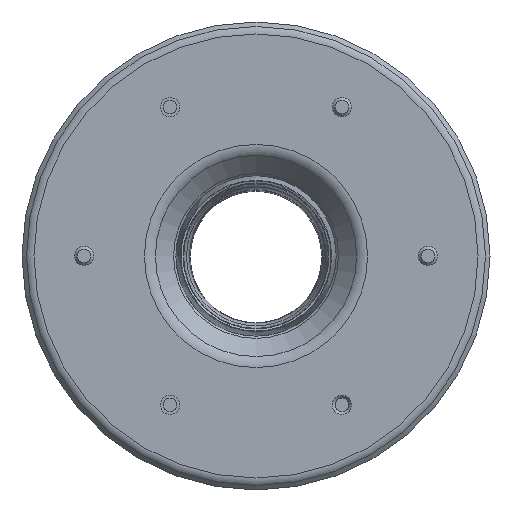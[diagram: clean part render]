
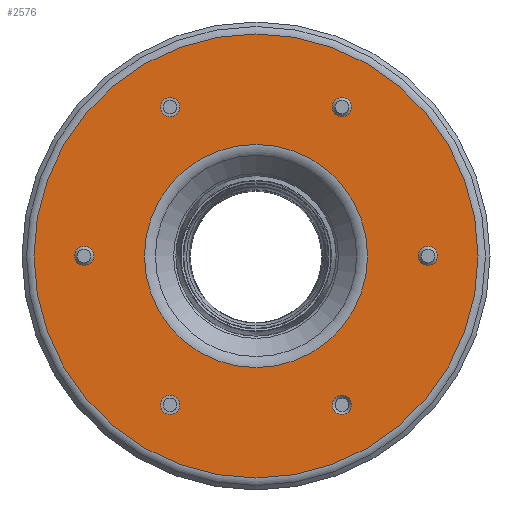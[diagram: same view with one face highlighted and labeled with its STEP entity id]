
A CAD part, top view. The second image highlights one B-rep face of the part: STEP entity #2576.
In plain terms, the highlighted planar face has unit normal (0, 0, 1).
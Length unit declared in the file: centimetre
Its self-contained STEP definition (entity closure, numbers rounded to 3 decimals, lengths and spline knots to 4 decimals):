
#45=FACE_BOUND('',#432,.T.);
#110=PLANE('',#2891);
#242=FACE_OUTER_BOUND('',#431,.T.);
#431=EDGE_LOOP('',(#2031));
#432=EDGE_LOOP('',(#2032));
#907=CIRCLE('',#2889,58.4079);
#909=CIRCLE('',#2892,116.236);
#1137=VERTEX_POINT('',#4483);
#1138=VERTEX_POINT('',#4487);
#1447=EDGE_CURVE('',#1137,#1137,#907,.T.);
#1449=EDGE_CURVE('',#1138,#1138,#909,.T.);
#2031=ORIENTED_EDGE('',*,*,#1449,.F.);
#2032=ORIENTED_EDGE('',*,*,#1447,.T.);
#2576=ADVANCED_FACE('',(#242,#45),#110,.T.);
#2889=AXIS2_PLACEMENT_3D('',#4484,#3635,#3636);
#2891=AXIS2_PLACEMENT_3D('',#4486,#3639,#3640);
#2892=AXIS2_PLACEMENT_3D('',#4488,#3641,#3642);
#3635=DIRECTION('center_axis',(0.,0.,-1.));
#3636=DIRECTION('ref_axis',(1.,0.,0.));
#3639=DIRECTION('center_axis',(0.,0.,1.));
#3640=DIRECTION('ref_axis',(0.,-1.,0.));
#3641=DIRECTION('center_axis',(0.,0.,-1.));
#3642=DIRECTION('ref_axis',(1.,0.,0.));
#4483=CARTESIAN_POINT('',(0.,-58.4079,315.));
#4484=CARTESIAN_POINT('Origin',(0.,0.,
315.));
#4486=CARTESIAN_POINT('Origin',(-116.236,0.,
315.));
#4487=CARTESIAN_POINT('',(0.,-116.236,315.));
#4488=CARTESIAN_POINT('Origin',(0.,0.,
315.));
